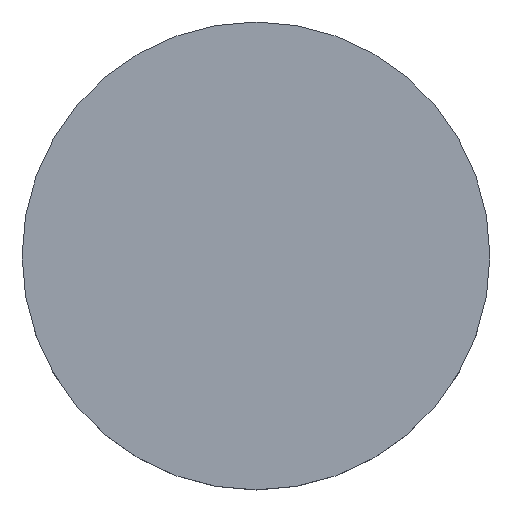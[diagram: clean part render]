
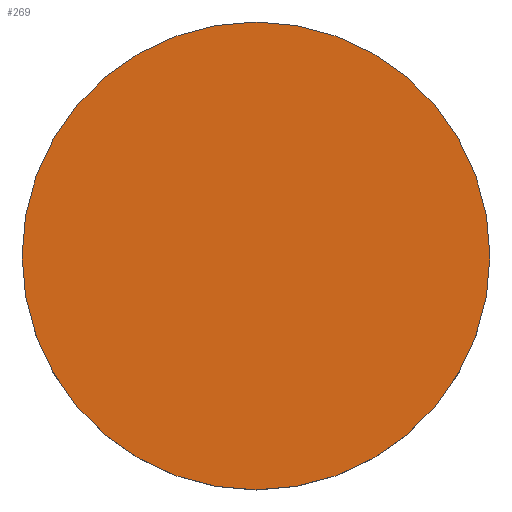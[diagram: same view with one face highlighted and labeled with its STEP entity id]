
A CAD part, top view. The second image highlights one B-rep face of the part: STEP entity #269.
In plain terms, the highlighted planar face has unit normal (0, 0, 1).
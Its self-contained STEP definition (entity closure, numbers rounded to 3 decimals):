
#86=FACE_OUTER_BOUND('',#104,.T.);
#104=EDGE_LOOP('',(#233));
#119=CIRCLE('',#317,17.5);
#139=VERTEX_POINT('',#503);
#169=EDGE_CURVE('',#139,#139,#119,.T.);
#233=ORIENTED_EDGE('',*,*,#169,.F.);
#255=PLANE('',#320);
#269=ADVANCED_FACE('',(#86),#255,.T.);
#317=AXIS2_PLACEMENT_3D('',#504,#374,#375);
#320=AXIS2_PLACEMENT_3D('',#594,#382,#383);
#374=DIRECTION('center_axis',(0.,0.,
-1.));
#375=DIRECTION('ref_axis',(-1.,0.,0.));
#382=DIRECTION('center_axis',(0.,0.,
1.));
#383=DIRECTION('ref_axis',(-1.,0.,0.));
#503=CARTESIAN_POINT('',(90.913,-5.,22.));
#504=CARTESIAN_POINT('Origin',(73.413,-5.,22.));
#594=CARTESIAN_POINT('Origin',(73.413,-5.,22.));
